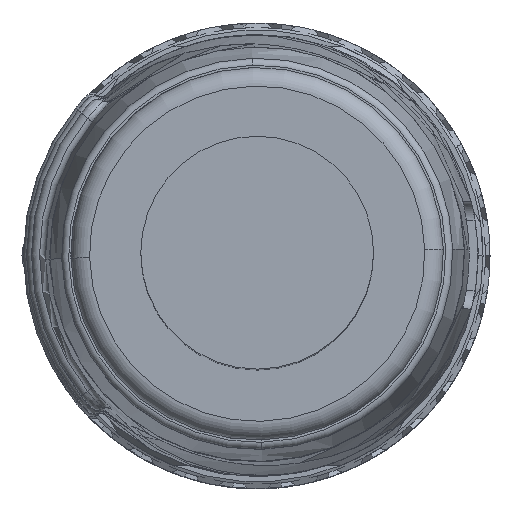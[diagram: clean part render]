
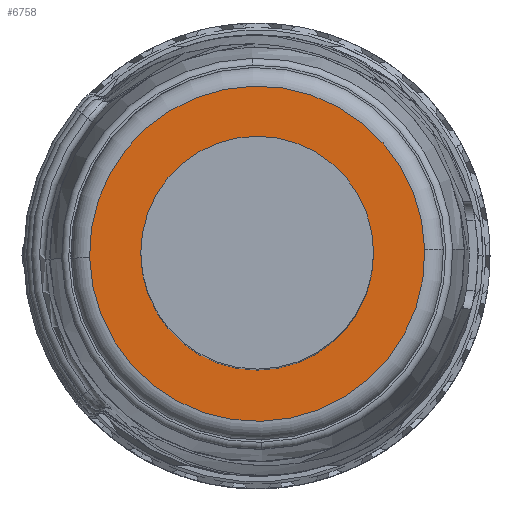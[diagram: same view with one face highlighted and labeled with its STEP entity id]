
A CAD part, top view. The second image highlights one B-rep face of the part: STEP entity #6758.
In plain terms, the highlighted planar face has unit normal (0, 0, 1).
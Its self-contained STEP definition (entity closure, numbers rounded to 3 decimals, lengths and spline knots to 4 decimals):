
#2442=CARTESIAN_POINT('',(0.,0.,23.));
#2443=DIRECTION('',(0.,0.,-1.));
#2444=DIRECTION('',(1.,0.024,0.));
#2445=AXIS2_PLACEMENT_3D('',#2442,#2443,#2444);
#2450=CARTESIAN_POINT('',(0.,0.,23.));
#2451=DIRECTION('',(0.,0.,-1.));
#2452=DIRECTION('',(-1.,-0.024,0.));
#2453=AXIS2_PLACEMENT_3D('',#2450,#2451,#2452);
#2458=CARTESIAN_POINT('',(0.,0.,23.));
#2459=DIRECTION('',(0.,0.,1.));
#2460=DIRECTION('',(-1.,0.,0.));
#2461=AXIS2_PLACEMENT_3D('',#2458,#2459,#2460);
#2466=CARTESIAN_POINT('',(0.,0.,23.));
#2467=DIRECTION('',(0.,0.,1.));
#2468=DIRECTION('',(1.,0.,0.));
#2469=AXIS2_PLACEMENT_3D('',#2466,#2467,#2468);
#4603=CARTESIAN_POINT('',(3.599,0.0849,23.));
#4604=CARTESIAN_POINT('',(-3.599,-0.0849,23.));
#4605=VERTEX_POINT('',#4603);
#4606=VERTEX_POINT('',#4604);
#5159=CARTESIAN_POINT('',(-2.5,0.,23.));
#5160=CARTESIAN_POINT('',(2.5,0.,23.));
#5161=VERTEX_POINT('',#5159);
#5162=VERTEX_POINT('',#5160);
#6743=CARTESIAN_POINT('',(0.,0.,23.));
#6744=DIRECTION('',(0.,0.,-1.));
#6745=DIRECTION('',(1.,0.,0.));
#6746=AXIS2_PLACEMENT_3D('',#6743,#6744,#6745);
#6747=PLANE('',#6746);
#6748=ORIENTED_EDGE('',*,*,#6738,.T.);
#6749=ORIENTED_EDGE('',*,*,#6725,.T.);
#6750=EDGE_LOOP('',(#6748,#6749));
#6751=FACE_OUTER_BOUND('',#6750,.F.);
#6753=ORIENTED_EDGE('',*,*,#6752,.T.);
#6755=ORIENTED_EDGE('',*,*,#6754,.T.);
#6756=EDGE_LOOP('',(#6753,#6755));
#6757=FACE_BOUND('',#6756,.F.);
#2446=CIRCLE('',#2445,3.6);
#2454=CIRCLE('',#2453,3.6);
#2462=CIRCLE('',#2461,2.5);
#2470=CIRCLE('',#2469,2.5);
#6725=EDGE_CURVE('',#4606,#4605,#2454,.T.);
#6738=EDGE_CURVE('',#4605,#4606,#2446,.T.);
#6752=EDGE_CURVE('',#5161,#5162,#2462,.T.);
#6754=EDGE_CURVE('',#5162,#5161,#2470,.T.);
#6758=ADVANCED_FACE('',(#6751,#6757),#6747,.F.);
